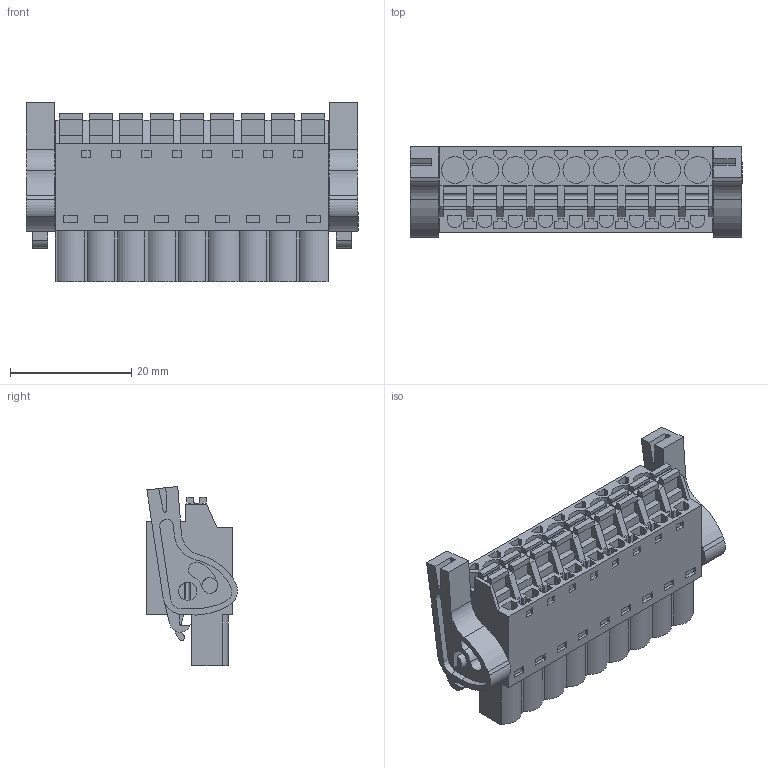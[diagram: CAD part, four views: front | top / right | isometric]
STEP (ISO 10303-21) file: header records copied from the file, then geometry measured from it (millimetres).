
FILE_DESCRIPTION(('CATIA V5 STEP Exchange','CAx-IF Rec.Pracs.--- Model Styling and Organization---1.2---2011-12-15'),'2;1');
FILE_NAME ('D1446681_0_1016420000_1016420000.stp','2017-04-27T13:18:21+00:00',('none'),('Weidmueller'),'CATIA Version 5-6 Release 2014','CATIA V5 STEP AP214','none');
FILE_SCHEMA(('AUTOMOTIVE_DESIGN { 1 0 10303 214 1 1 1 1 }'));
Length unit declared in the file: millimetre
Products named in the file (1): 1016420000
Bounding box: 54.7 x 14.96 x 29.52 mm (x, y, z)
Volume: 12398 mm3; surface area: 7902.9 mm2
Topology: 12 solids, 12 shells, 879 faces, 2524 edges, 1750 vertices
Faces by surface type: plane 742, cylinder 133, extrusion 4
Entity records: 27609 total; most frequent: CARTESIAN_POINT 5209, ORIENTED_EDGE 5048, DIRECTION 3687, EDGE_CURVE 2524, VECTOR 2221, LINE 2217, VERTEX_POINT 1750, EDGE_LOOP 984
